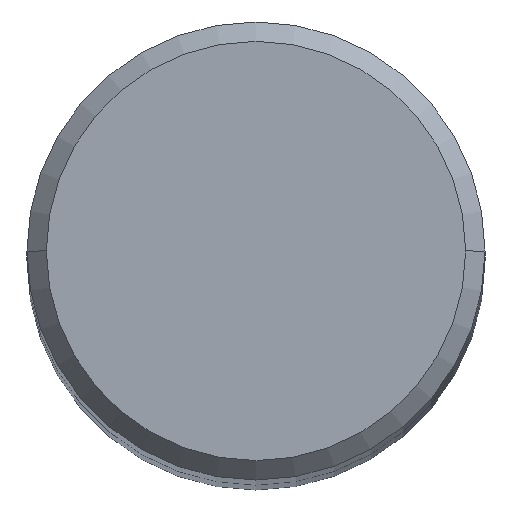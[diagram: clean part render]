
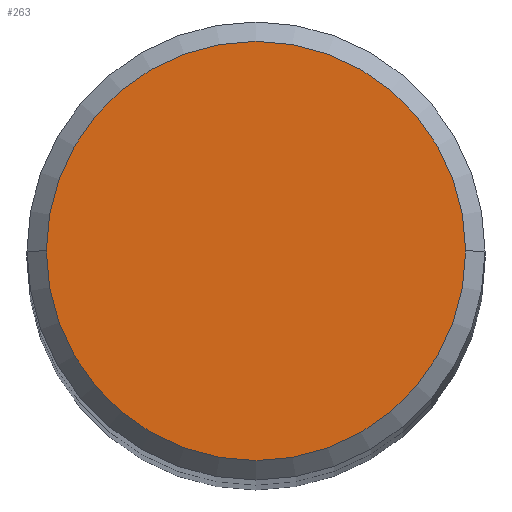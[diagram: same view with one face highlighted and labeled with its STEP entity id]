
A CAD part, top view. The second image highlights one B-rep face of the part: STEP entity #263.
In plain terms, the highlighted planar face has unit normal (0, 0, 1).
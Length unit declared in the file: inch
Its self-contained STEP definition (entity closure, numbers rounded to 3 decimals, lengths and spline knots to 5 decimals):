
#24 = AXIS2_PLACEMENT_3D ( 'NONE', #178, #226, #83 ) ;
#53 = CIRCLE ( 'NONE', #150, 0.2162 ) ;
#58 = CIRCLE ( 'NONE', #24, 0.2162 ) ;
#63 = ORIENTED_EDGE ( 'NONE', *, *, #134, .T. ) ;
#64 = FACE_OUTER_BOUND ( 'NONE', #349, .T. ) ;
#83 = DIRECTION ( 'NONE',  ( 1., 0., 0. ) ) ;
#130 = EDGE_CURVE ( 'NONE', #258, #148, #58, .T. ) ;
#134 = EDGE_CURVE ( 'NONE', #148, #258, #53, .T. ) ;
#148 = VERTEX_POINT ( 'NONE', #347 ) ;
#150 = AXIS2_PLACEMENT_3D ( 'NONE', #201, #356, #239 ) ;
#178 = CARTESIAN_POINT ( 'NONE',  ( 0., 0., 0. ) ) ;
#201 = CARTESIAN_POINT ( 'NONE',  ( 0., 0., 0. ) ) ;
#213 = DIRECTION ( 'NONE',  ( -1., 0., 0. ) ) ;
#216 = AXIS2_PLACEMENT_3D ( 'NONE', #262, #235, #213 ) ;
#226 = DIRECTION ( 'NONE',  ( 0., 0., 1. ) ) ;
#235 = DIRECTION ( 'NONE',  ( 0., 0., -1. ) ) ;
#239 = DIRECTION ( 'NONE',  ( 1., 0., 0. ) ) ;
#258 = VERTEX_POINT ( 'NONE', #350 ) ;
#262 = CARTESIAN_POINT ( 'NONE',  ( 0., 0.2162, 0. ) ) ;
#263 = ADVANCED_FACE ( 'NONE', ( #64 ), #297, .F. ) ;
#278 = ORIENTED_EDGE ( 'NONE', *, *, #130, .T. ) ;
#297 = PLANE ( 'NONE',  #216 ) ;
#347 = CARTESIAN_POINT ( 'NONE',  ( 0.2162, 0., 0. ) ) ;
#349 = EDGE_LOOP ( 'NONE', ( #278, #63 ) ) ;
#350 = CARTESIAN_POINT ( 'NONE',  ( -0.2162, 0., 0. ) ) ;
#356 = DIRECTION ( 'NONE',  ( 0., 0., 1. ) ) ;
